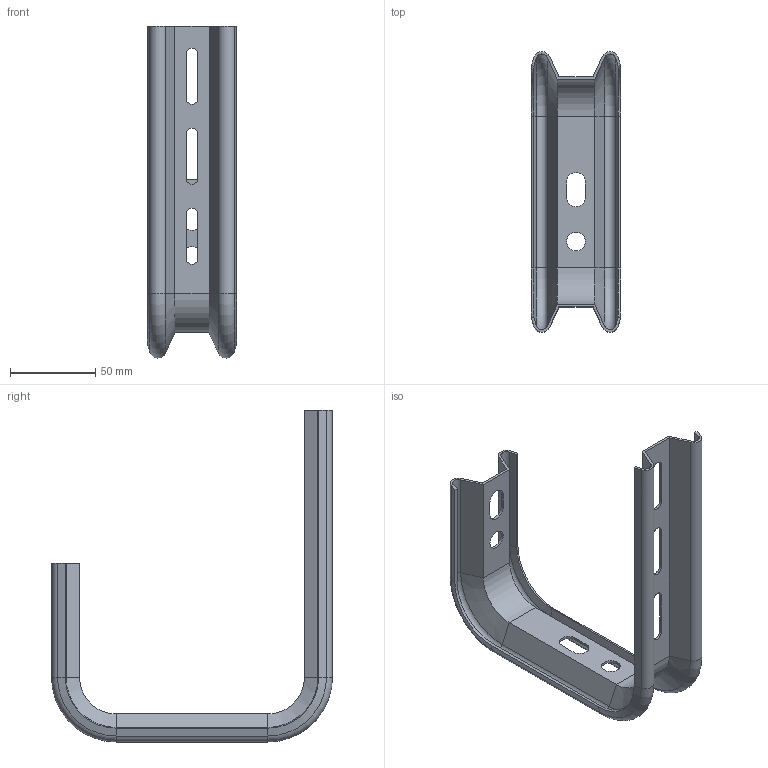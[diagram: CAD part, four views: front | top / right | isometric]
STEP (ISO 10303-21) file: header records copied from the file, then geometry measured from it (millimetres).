
FILE_DESCRIPTION(/* description */ (''),/* implementation_level */ '2;1');
FILE_NAME(/* name */ '',/* time_stamp */ '2023-05-15T12:07:45+03:00',/* author */ ('Man88'),/* organization */ (''),/* preprocessor_version */ 'ST-DEVELOPER v19.2',/* originating_system */ 'Autodesk Inventor 2023',/* authorisation */ '');
FILE_SCHEMA (('AUTOMOTIVE_DESIGN { 1 0 10303 214 3 1 1 }'));
Length unit declared in the file: millimetre
Products named in the file (1): С-образный подвес 
усиленный для лотка 
150 мм, SPVU150
Bounding box: 52.4 x 165 x 195 mm (x, y, z)
Volume: 45891.3 mm3; surface area: 63240.6 mm2
Topology: 1 solids, 1 shells, 104 faces, 242 edges, 140 vertices
Faces by surface type: plane 48, cylinder 28, cone 20, torus 8
Full cylindrical faces by diameter (mm): 11 x2
Entity records: 3069 total; most frequent: DIRECTION 532, CARTESIAN_POINT 487, ORIENTED_EDGE 484, EDGE_CURVE 242, AXIS2_PLACEMENT_3D 185, LINE 162, VECTOR 162, VERTEX_POINT 140
